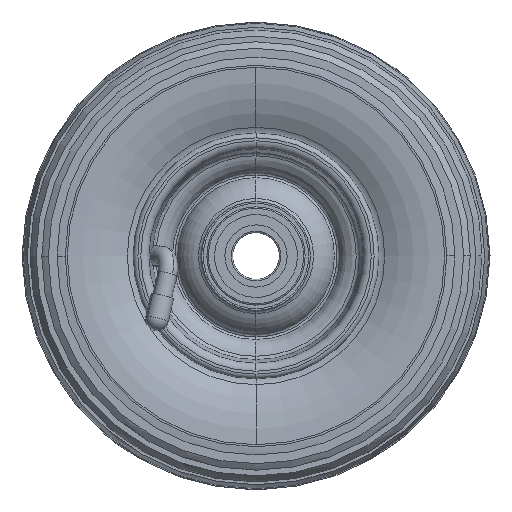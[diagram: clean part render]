
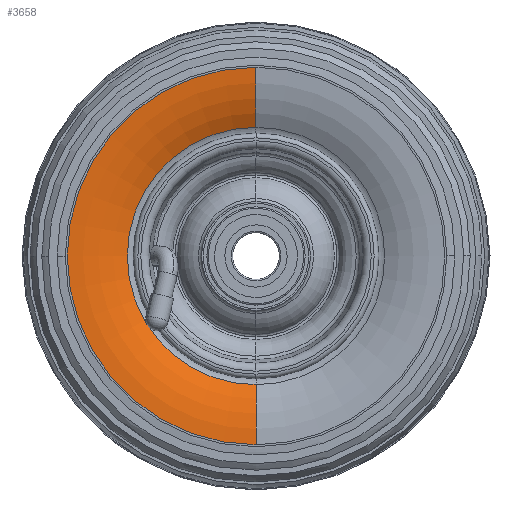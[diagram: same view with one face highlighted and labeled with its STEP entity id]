
A CAD part, left-side view. The second image highlights one B-rep face of the part: STEP entity #3658.
In plain terms, the highlighted toroidal (fillet/blend) face has major radius 80.671 mm and minor radius 50 mm.
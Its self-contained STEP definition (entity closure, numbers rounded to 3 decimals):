
#527 = AXIS2_PLACEMENT_3D ( 'NONE', #649, #722, #4747 ) ;
#649 = CARTESIAN_POINT ( 'NONE',  ( -25., 0., -5.678 ) ) ;
#722 = DIRECTION ( 'NONE',  ( 1., 0., 0. ) ) ;
#1088 = CARTESIAN_POINT ( 'NONE',  ( -25., 0.023, 74.993 ) ) ;
#1312 = EDGE_CURVE ( 'NONE', #1646, #9862, #12693, .T. ) ;
#1646 = VERTEX_POINT ( 'NONE', #7695 ) ;
#1881 = EDGE_CURVE ( 'NONE', #1646, #12566, #7148, .T. ) ;
#2138 = TOROIDAL_SURFACE ( 'NONE', #8652, 80.671, 50. ) ;
#2616 = DIRECTION ( 'NONE',  ( 0., -1., 0. ) ) ;
#2970 = FACE_OUTER_BOUND ( 'NONE', #4324, .T. ) ;
#3114 = EDGE_CURVE ( 'NONE', #12566, #5916, #3730, .T. ) ;
#3183 = ORIENTED_EDGE ( 'NONE', *, *, #3114, .T. ) ;
#3658 = ADVANCED_FACE ( 'NONE', ( #2970 ), #2138, .T. ) ;
#3730 = CIRCLE ( 'NONE', #11737, 50. ) ;
#4324 = EDGE_LOOP ( 'NONE', ( #9820, #3183, #8034, #8136 ) ) ;
#4747 = DIRECTION ( 'NONE',  ( 0., 0., -1. ) ) ;
#4916 = CARTESIAN_POINT ( 'NONE',  ( 25., 0., -5.678 ) ) ;
#5303 = EDGE_CURVE ( 'NONE', #9862, #5916, #10467, .T. ) ;
#5916 = VERTEX_POINT ( 'NONE', #1088 ) ;
#6112 = CARTESIAN_POINT ( 'NONE',  ( 25., 0.023, 74.993 ) ) ;
#6287 = CARTESIAN_POINT ( 'NONE',  ( -17.907, 0., -5.678 ) ) ;
#7148 = CIRCLE ( 'NONE', #10533, 55. ) ;
#7366 = CARTESIAN_POINT ( 'NONE',  ( 25., -0.023, -86.349 ) ) ;
#7695 = CARTESIAN_POINT ( 'NONE',  ( -17.907, -0.016, -60.678 ) ) ;
#8025 = DIRECTION ( 'NONE',  ( 1., 0., 0. ) ) ;
#8034 = ORIENTED_EDGE ( 'NONE', *, *, #5303, .F. ) ;
#8136 = ORIENTED_EDGE ( 'NONE', *, *, #1312, .F. ) ;
#8652 = AXIS2_PLACEMENT_3D ( 'NONE', #4916, #8025, #9896 ) ;
#9164 = DIRECTION ( 'NONE',  ( 0., 1., 0. ) ) ;
#9347 = DIRECTION ( 'NONE',  ( 0., 0., -1. ) ) ;
#9415 = DIRECTION ( 'NONE',  ( 1., 0., 0. ) ) ;
#9820 = ORIENTED_EDGE ( 'NONE', *, *, #1881, .T. ) ;
#9862 = VERTEX_POINT ( 'NONE', #10760 ) ;
#9896 = DIRECTION ( 'NONE',  ( 0., 0., -1. ) ) ;
#9985 = CARTESIAN_POINT ( 'NONE',  ( -17.907, 0.016, 49.322 ) ) ;
#10292 = DIRECTION ( 'NONE',  ( 0., 0., 1. ) ) ;
#10467 = CIRCLE ( 'NONE', #527, 80.671 ) ;
#10533 = AXIS2_PLACEMENT_3D ( 'NONE', #6287, #9415, #9347 ) ;
#10760 = CARTESIAN_POINT ( 'NONE',  ( -25., -0.023, -86.349 ) ) ;
#11737 = AXIS2_PLACEMENT_3D ( 'NONE', #6112, #9164, #10292 ) ;
#11922 = DIRECTION ( 'NONE',  ( 0., 0., -1. ) ) ;
#12311 = AXIS2_PLACEMENT_3D ( 'NONE', #7366, #2616, #11922 ) ;
#12566 = VERTEX_POINT ( 'NONE', #9985 ) ;
#12693 = CIRCLE ( 'NONE', #12311, 50. ) ;
